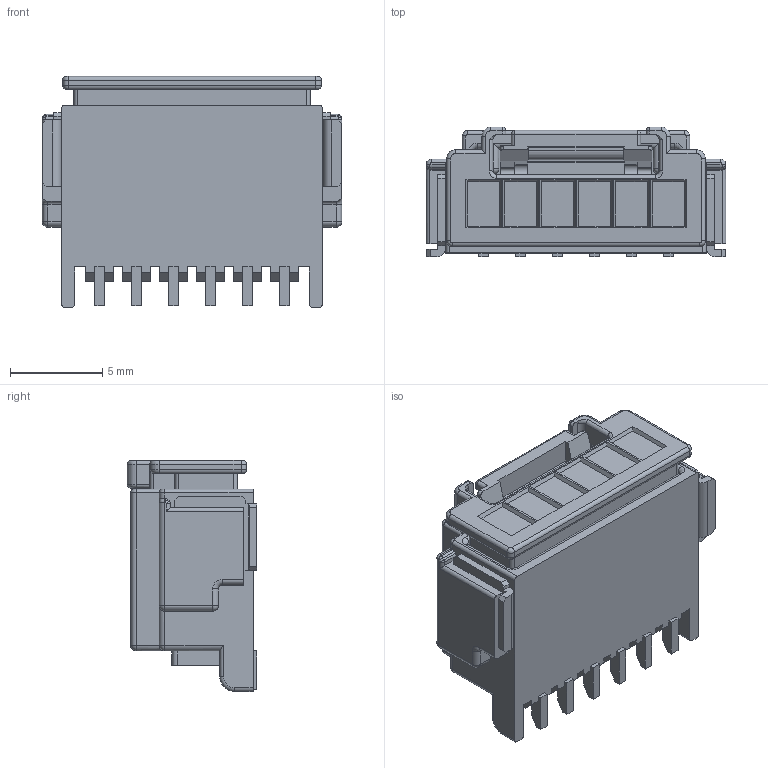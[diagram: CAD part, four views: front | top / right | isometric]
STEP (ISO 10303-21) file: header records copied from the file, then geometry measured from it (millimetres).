
FILE_DESCRIPTION (( 'STEP AP214' ), '1' );
FILE_NAME ('C_020 S SMT 6P H.STEP', '2019-02-13T00:06:55', ( 'Personal' ), ( 'Microsoft' ), 'SwSTEP 2.0', 'SolidWorks 2014', '' );
FILE_SCHEMA (( 'AUTOMOTIVE_DESIGN' ));
Length unit declared in the file: millimetre
Products named in the file (3): C_020 S SMT 6P H; C_020 S SMT 6M HZT Ass`y; C_020 S 6F HSG
Assembly tree (2 placements, depth 2):
  C_020 S SMT 6P H
    C_020 S SMT 6M HZT Ass`y
    C_020 S 6F HSG
Bounding box: 16.2 x 7.01 x 12.5 mm (x, y, z)
Volume: 899.2 mm3; surface area: 1652.3 mm2
Topology: 2 solids, 2 shells, 779 faces, 1974 edges, 1182 vertices
Faces by surface type: plane 400, cylinder 250, torus 69, bspline 36, sphere 24
Entity records: 24165 total; most frequent: CARTESIAN_POINT 5708, ORIENTED_EDGE 3872, DIRECTION 3779, EDGE_CURVE 1936, VECTOR 1345, LINE 1345, AXIS2_PLACEMENT_3D 1217, VERTEX_POINT 1182
